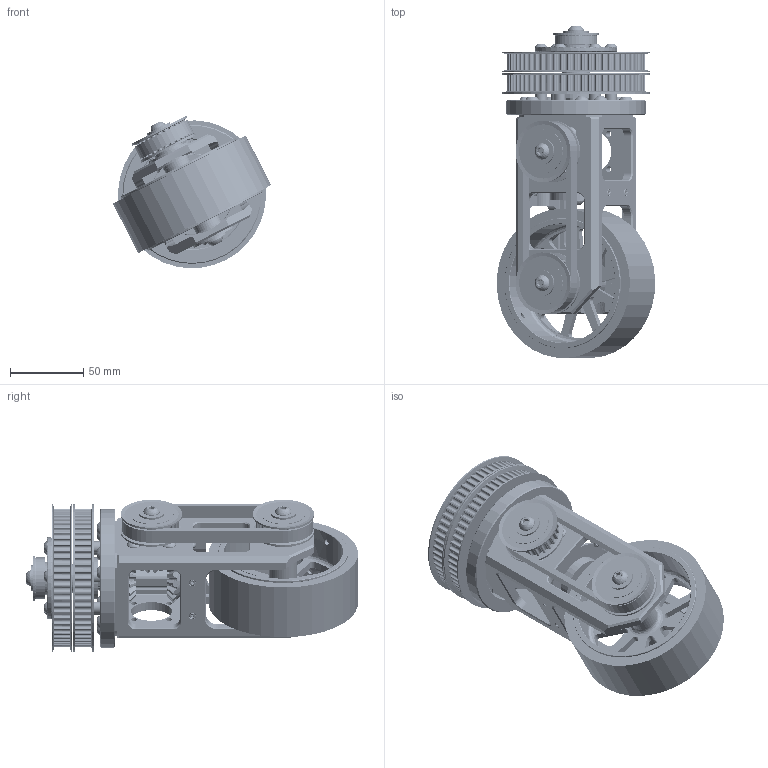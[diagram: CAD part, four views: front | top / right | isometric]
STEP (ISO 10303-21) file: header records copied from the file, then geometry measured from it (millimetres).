
FILE_DESCRIPTION (( 'STEP AP214' ), '1' );
FILE_NAME ('Armabot_A0067_Wheel_Module_Solidmodel.STEP', '2019-04-29T00:29:11', ( 'gus' ), ( 'Microsoft' ), 'SwSTEP 2.0', 'SolidWorks 2015', '' );
FILE_SCHEMA (( 'AUTOMOTIVE_DESIGN' ));
Length unit declared in the file: inch
Products named in the file (35): A0067-037; A0067-033; A0067-031; A0067-003; A0067-020; A0067-047; 92220A175_LOW-PROFILE ALLOY STEEL SOCKET HEAD CAP SCREW_92220A175; 1_2_Hex_x_0_201_ID_ThunderHex_Stock_18_217-4017_pulleyshaft; A0067-035; 1_2_Hex_x_0_201_ID_ThunderHex_Stock_18_217-4017_wheelshaft; A0067-027_60355K812; 1_2_Hex_x_0_201_ID_ThunderHex_Stock_18_217-4017; A0067-026_3088A473; A0067-017_91255A537; 1_2_Hex_Bore_Aluminum_VersaHub_217-2592 .750 hole mod; A0067-018_90618A133; A0067-028; frame1; Armabot_A0067_Wheel_Module_Solidmodel; A0067-030; A0067-022; A0067-023; A0067-025; A0067-004; A0067-036; A0067-034; A0067-029; A0067-032; wheel bearing slow speed; A0067-046; A0067-038; A0067-024; A0067-021; A0067-019; A0067-011
Assembly tree (92 placements, depth 3):
  Armabot_A0067_Wheel_Module_Solidmodel
    A0067-018_90618A133  x6
    A0067-017_91255A537  x6
    A0067-026_3088A473
    A0067-027_60355K812
    A0067-035
    92220A175_LOW-PROFILE ALLOY STEEL SOCKET HEAD CAP SCREW_92220A175  x6
    A0067-020
    A0067-031
    A0067-037  x3
    A0067-019  x3
    A0067-024  x2
    A0067-046
    A0067-032  x2
    A0067-034
    A0067-004  x4
    A0067-022  x2
      A0067-023
    A0067-030  x2
    frame1
    A0067-028
    1_2_Hex_Bore_Aluminum_VersaHub_217-2592 .750 hole mod
    1_2_Hex_x_0_201_ID_ThunderHex_Stock_18_217-4017
    1_2_Hex_x_0_201_ID_ThunderHex_Stock_18_217-4017_wheelshaft
    1_2_Hex_x_0_201_ID_ThunderHex_Stock_18_217-4017_pulleyshaft
    A0067-047  x2
    A0067-003
    A0067-033
    A0067-011  x12
    A0067-021  x6
    A0067-038  x6
    wheel bearing slow speed
    A0067-029  x2
    A0067-036  x4
    A0067-025  x6
Bounding box: 108.13 x 226.6 x 104 mm (x, y, z)
Volume: 528394.1 mm3; surface area: 325349.4 mm2
Topology: 107 solids, 107 shells, 10032 faces, 28048 edges, 18341 vertices
Faces by surface type: cylinder 6622, plane 2350, cone 749, bspline 233, sphere 72, torus 6
Entity records: 149671 total; most frequent: CARTESIAN_POINT 48035, DIRECTION 19204, ORIENTED_EDGE 18130, EDGE_CURVE 9065, AXIS2_PLACEMENT_3D 7664, VERTEX_POINT 5921, CIRCLE 4357, LINE 3876
